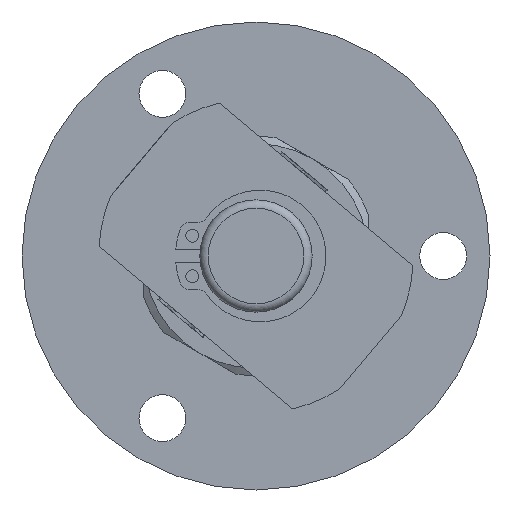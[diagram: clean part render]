
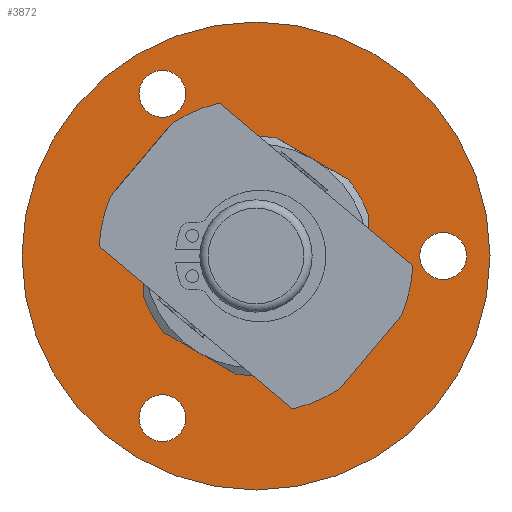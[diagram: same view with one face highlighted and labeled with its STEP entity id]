
A CAD part, left-side view. The second image highlights one B-rep face of the part: STEP entity #3872.
In plain terms, the highlighted planar face has unit normal (-1, 0, 0).
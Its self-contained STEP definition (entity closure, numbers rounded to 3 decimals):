
#234=CIRCLE('',#4277,15.);
#235=CIRCLE('',#4279,15.);
#236=CIRCLE('',#4281,15.);
#237=CIRCLE('',#4283,15.);
#238=CIRCLE('',#4285,15.);
#246=CIRCLE('',#4302,15.);
#247=CIRCLE('',#4304,31.25);
#248=CIRCLE('',#4305,3.125);
#249=CIRCLE('',#4306,3.125);
#250=CIRCLE('',#4307,3.125);
#1318=ORIENTED_EDGE('',*,*,#1903,.F.);
#1319=ORIENTED_EDGE('',*,*,#1904,.T.);
#1320=ORIENTED_EDGE('',*,*,#1905,.T.);
#1321=ORIENTED_EDGE('',*,*,#1906,.T.);
#1322=ORIENTED_EDGE('',*,*,#1875,.T.);
#1323=ORIENTED_EDGE('',*,*,#1886,.T.);
#1324=ORIENTED_EDGE('',*,*,#1884,.T.);
#1325=ORIENTED_EDGE('',*,*,#1881,.T.);
#1326=ORIENTED_EDGE('',*,*,#1878,.T.);
#1327=ORIENTED_EDGE('',*,*,#1901,.T.);
#1875=EDGE_CURVE('',#2258,#2257,#234,.T.);
#1878=EDGE_CURVE('',#2260,#2259,#235,.T.);
#1881=EDGE_CURVE('',#2261,#2260,#236,.T.);
#1884=EDGE_CURVE('',#2262,#2261,#237,.T.);
#1886=EDGE_CURVE('',#2257,#2262,#238,.T.);
#1901=EDGE_CURVE('',#2259,#2258,#246,.T.);
#1903=EDGE_CURVE('',#2270,#2270,#247,.T.);
#1904=EDGE_CURVE('',#2271,#2271,#248,.T.);
#1905=EDGE_CURVE('',#2272,#2272,#249,.T.);
#1906=EDGE_CURVE('',#2273,#2273,#250,.T.);
#2257=VERTEX_POINT('',#6551);
#2258=VERTEX_POINT('',#6553);
#2259=VERTEX_POINT('',#6563);
#2260=VERTEX_POINT('',#6565);
#2261=VERTEX_POINT('',#6576);
#2262=VERTEX_POINT('',#6587);
#2270=VERTEX_POINT('',#6646);
#2271=VERTEX_POINT('',#6648);
#2272=VERTEX_POINT('',#6650);
#2273=VERTEX_POINT('',#6652);
#3203=EDGE_LOOP('',(#1318));
#3204=EDGE_LOOP('',(#1319));
#3205=EDGE_LOOP('',(#1320));
#3206=EDGE_LOOP('',(#1321));
#3207=EDGE_LOOP('',(#1322,#1323,#1324,#1325,#1326,#1327));
#3503=FACE_BOUND('',#3203,.T.);
#3504=FACE_BOUND('',#3204,.T.);
#3505=FACE_BOUND('',#3205,.T.);
#3506=FACE_BOUND('',#3206,.T.);
#3507=FACE_BOUND('',#3207,.T.);
#3660=PLANE('',#4303);
#3872=ADVANCED_FACE('',(#3503,#3504,#3505,#3506,#3507),#3660,.F.);
#4277=AXIS2_PLACEMENT_3D('',#6552,#5340,#5341);
#4279=AXIS2_PLACEMENT_3D('',#6564,#5344,#5345);
#4281=AXIS2_PLACEMENT_3D('',#6575,#5348,#5349);
#4283=AXIS2_PLACEMENT_3D('',#6586,#5352,#5353);
#4285=AXIS2_PLACEMENT_3D('',#6593,#5356,#5357);
#4302=AXIS2_PLACEMENT_3D('',#6639,#5392,#5393);
#4303=AXIS2_PLACEMENT_3D('',#6644,#5394,#5395);
#4304=AXIS2_PLACEMENT_3D('',#6645,#5396,#5397);
#4305=AXIS2_PLACEMENT_3D('',#6647,#5398,#5399);
#4306=AXIS2_PLACEMENT_3D('',#6649,#5400,#5401);
#4307=AXIS2_PLACEMENT_3D('',#6651,#5402,#5403);
#5340=DIRECTION('',(1.,0.,0.));
#5341=DIRECTION('',(0.,0.,-1.));
#5344=DIRECTION('',(1.,0.,0.));
#5345=DIRECTION('',(0.,0.,-1.));
#5348=DIRECTION('',(1.,0.,0.));
#5349=DIRECTION('',(0.,0.,-1.));
#5352=DIRECTION('',(1.,0.,0.));
#5353=DIRECTION('',(0.,0.,-1.));
#5356=DIRECTION('',(1.,0.,0.));
#5357=DIRECTION('',(0.,0.,-1.));
#5392=DIRECTION('',(1.,0.,0.));
#5393=DIRECTION('',(0.,0.,-1.));
#5394=DIRECTION('',(1.,0.,0.));
#5395=DIRECTION('',(0.,0.,-1.));
#5396=DIRECTION('',(1.,0.,0.));
#5397=DIRECTION('',(0.,0.,-1.));
#5398=DIRECTION('',(1.,0.,0.));
#5399=DIRECTION('',(0.,0.,-1.));
#5400=DIRECTION('',(1.,0.,0.));
#5401=DIRECTION('',(0.,0.,-1.));
#5402=DIRECTION('',(1.,0.,0.));
#5403=DIRECTION('',(0.,0.,-1.));
#6551=CARTESIAN_POINT('',(23.,7.5,12.99));
#6552=CARTESIAN_POINT('',(23.,0.,0.));
#6553=CARTESIAN_POINT('',(23.,15.,0.));
#6563=CARTESIAN_POINT('',(23.,7.5,-12.99));
#6564=CARTESIAN_POINT('',(23.,0.,0.));
#6565=CARTESIAN_POINT('',(23.,-7.5,-12.99));
#6575=CARTESIAN_POINT('',(23.,0.,0.));
#6576=CARTESIAN_POINT('',(23.,-15.,0.));
#6586=CARTESIAN_POINT('',(23.,0.,0.));
#6587=CARTESIAN_POINT('',(23.,-7.5,12.99));
#6593=CARTESIAN_POINT('',(23.,0.,0.));
#6639=CARTESIAN_POINT('',(23.,0.,0.));
#6644=CARTESIAN_POINT('',(23.,15.,0.));
#6645=CARTESIAN_POINT('',(23.,0.,0.));
#6646=CARTESIAN_POINT('',(23.,0.,-31.25));
#6647=CARTESIAN_POINT('',(23.,12.5,21.651));
#6648=CARTESIAN_POINT('',(23.,12.5,18.526));
#6649=CARTESIAN_POINT('',(23.,12.5,-21.651));
#6650=CARTESIAN_POINT('',(23.,12.5,-24.776));
#6651=CARTESIAN_POINT('',(23.,-25.,0.));
#6652=CARTESIAN_POINT('',(23.,-25.,-3.125));
